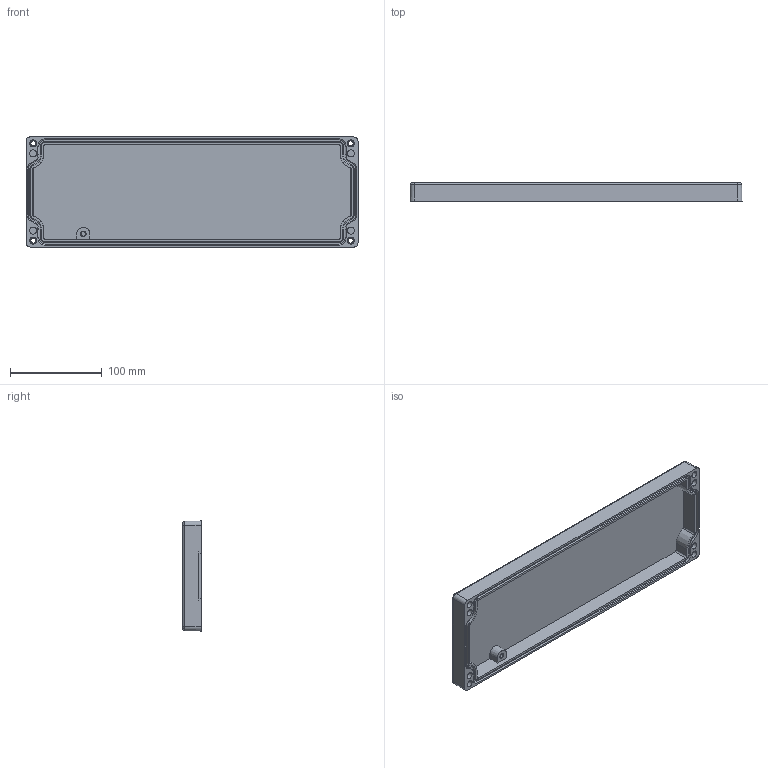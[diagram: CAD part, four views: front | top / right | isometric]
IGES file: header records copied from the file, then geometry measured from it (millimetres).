
Global section: file name: No Iges File Name specified; native system: AutoDesk Inventor R12.0; preprocessor: AutoDesk Inventor Iges Exporter R12.0; author: No Author specified; organization: No Organization specified; date: 20070907.144131; units: inch
Bounding box: 361.44 x 20.02 x 119.81 mm (x, y, z)
Volume: 277008.6 mm3; surface area: 127613.5 mm2
Topology: 1 solids, 1 shells, 187 faces, 456 edges, 288 vertices
Faces by surface type: bspline 62, revolution 56, plane 44, cylinder 20, cone 5
